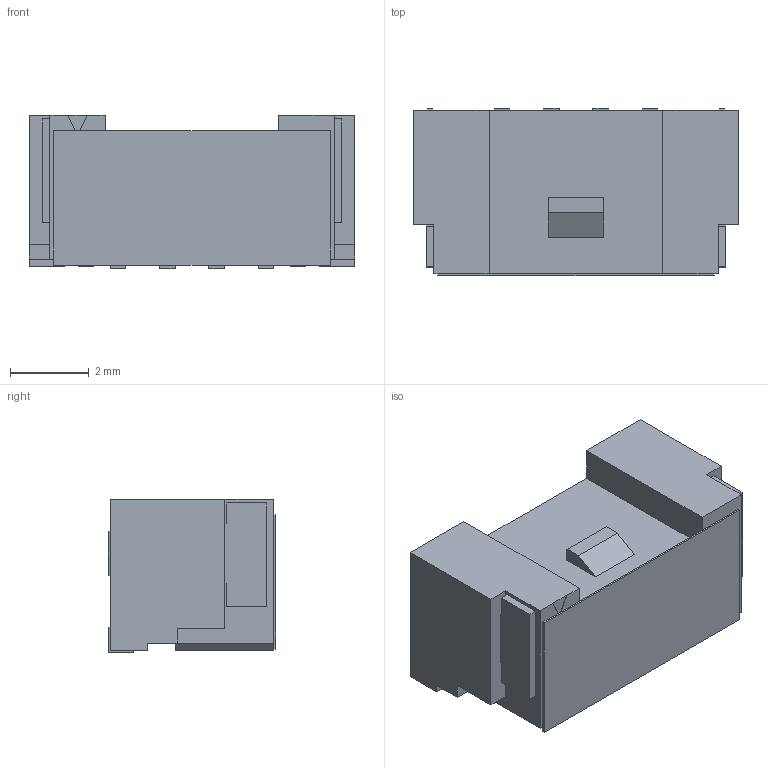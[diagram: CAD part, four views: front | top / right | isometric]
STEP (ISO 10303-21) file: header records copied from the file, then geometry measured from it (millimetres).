
FILE_DESCRIPTION(/* description */ (''),/* implementation_level */ '2;1');
FILE_NAME(/* name */ '5055680431wbm000_01_214.stp',/* time_stamp */ '2024-04-19T08:17:30+06:00',/* author */ (''),/* organization */ (''),/* preprocessor_version */ 'ST-DEVELOPER v16.7',/* originating_system */ 'SIEMENS PLM Software NX 1919',/* authorisation */ '');
FILE_SCHEMA (('AUTOMOTIVE_DESIGN { 1 0 10303 214 3 1 1 1 }'));
Length unit declared in the file: millimetre
Products named in the file (1): 5055680431wbm000_01
Bounding box: 8.25 x 4.24 x 3.9 mm (x, y, z)
Volume: 77.2 mm3; surface area: 283.3 mm2
Topology: 2 solids, 2 shells, 161 faces, 447 edges, 298 vertices
Faces by surface type: plane 153, cylinder 8
Entity records: 5087 total; most frequent: CARTESIAN_POINT 907, ORIENTED_EDGE 894, DIRECTION 787, EDGE_CURVE 447, LINE 431, VECTOR 431, VERTEX_POINT 298, AXIS2_PLACEMENT_3D 178
